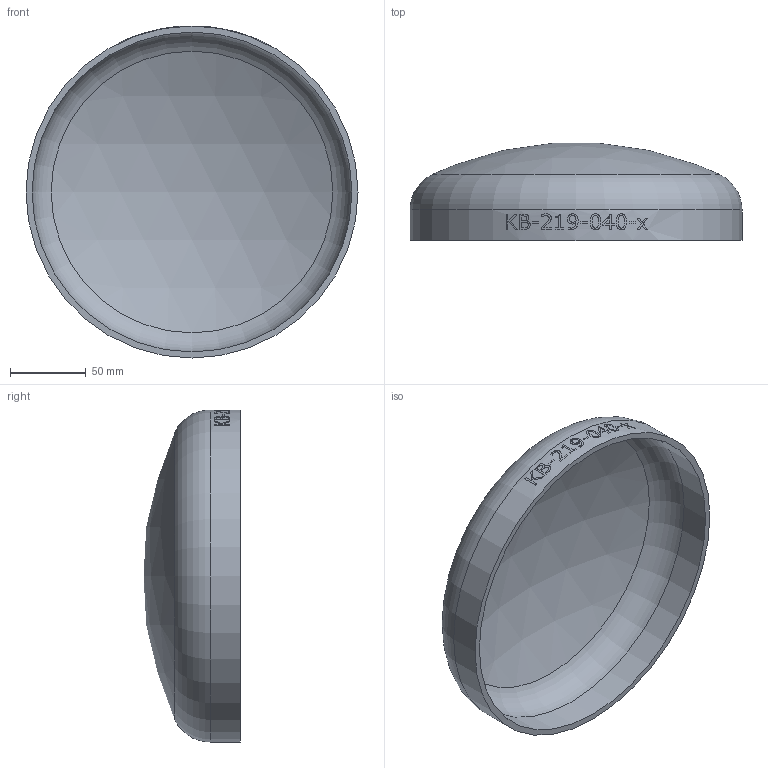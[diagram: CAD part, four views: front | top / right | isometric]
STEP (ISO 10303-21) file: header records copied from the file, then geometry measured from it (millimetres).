
FILE_DESCRIPTION (( 'STEP AP214' ), '1' );
FILE_NAME ('KB-219-040-x Klöpperboden 2003.STEP', '2020-03-26T14:31:55', ( '' ), ( '' ), 'SwSTEP 2.0', 'SolidWorks 2016', '' );
FILE_SCHEMA (( 'AUTOMOTIVE_DESIGN' ));
Length unit declared in the file: millimetre
Products named in the file (1): KB-219-040-x Klöpperboden 2003
Bounding box: 219.1 x 63.93 x 219.1 mm (x, y, z)
Volume: 239421.4 mm3; surface area: 122757.6 mm2
Topology: 1 solids, 1 shells, 170 faces, 445 edges, 296 vertices
Faces by surface type: bspline 82, plane 64, cylinder 20, torus 2, sphere 2
Full cylindrical faces by diameter (mm): 211.1 x1, 219.1 x1
Entity records: 23003 total; most frequent: CARTESIAN_POINT 17753, ORIENTED_EDGE 882, EDGE_CURVE 441, DIRECTION 432, VERTEX_POINT 296, B_SPLINE_CURVE_WITH_KNOTS 263, EDGE_LOOP 193, FACE_OUTER_BOUND 174
